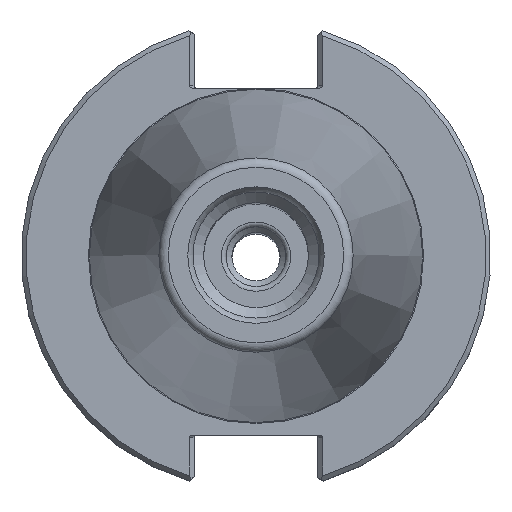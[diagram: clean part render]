
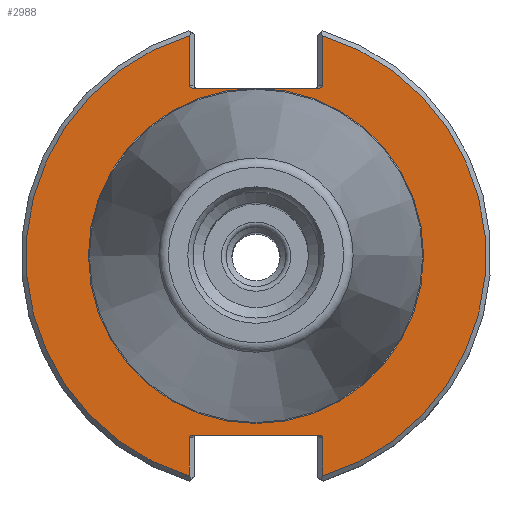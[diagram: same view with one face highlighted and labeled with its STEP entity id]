
A CAD part, top view. The second image highlights one B-rep face of the part: STEP entity #2988.
In plain terms, the highlighted planar face has unit normal (0, 0, 1).
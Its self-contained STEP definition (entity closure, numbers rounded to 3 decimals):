
#37=ELLIPSE('',#3156,0.707,0.5);
#38=ELLIPSE('',#3160,0.707,0.5);
#39=ELLIPSE('',#3161,0.707,0.5);
#40=ELLIPSE('',#3163,0.707,0.5);
#49=LINE('',#4083,#122);
#63=LINE('',#4133,#136);
#64=LINE('',#4137,#137);
#65=LINE('',#4141,#138);
#66=LINE('',#4145,#139);
#67=LINE('',#4148,#140);
#122=VECTOR('',#3445,1000.);
#136=VECTOR('',#3489,1000.);
#137=VECTOR('',#3492,1000.);
#138=VECTOR('',#3495,1000.);
#139=VECTOR('',#3498,1000.);
#140=VECTOR('',#3501,1000.);
#383=ORIENTED_EDGE('',*,*,#904,.F.);
#384=ORIENTED_EDGE('',*,*,#905,.T.);
#385=ORIENTED_EDGE('',*,*,#906,.T.);
#386=ORIENTED_EDGE('',*,*,#907,.F.);
#387=ORIENTED_EDGE('',*,*,#908,.F.);
#388=ORIENTED_EDGE('',*,*,#909,.F.);
#389=ORIENTED_EDGE('',*,*,#910,.T.);
#390=ORIENTED_EDGE('',*,*,#911,.T.);
#391=ORIENTED_EDGE('',*,*,#912,.T.);
#392=ORIENTED_EDGE('',*,*,#913,.F.);
#393=ORIENTED_EDGE('',*,*,#881,.F.);
#394=ORIENTED_EDGE('',*,*,#903,.F.);
#395=ORIENTED_EDGE('',*,*,#914,.T.);
#881=EDGE_CURVE('',#1147,#1148,#49,.T.);
#903=EDGE_CURVE('',#1165,#1147,#37,.T.);
#904=EDGE_CURVE('',#1166,#1166,#1348,.T.);
#905=EDGE_CURVE('',#1167,#1168,#1349,.T.);
#906=EDGE_CURVE('',#1168,#1169,#63,.T.);
#907=EDGE_CURVE('',#1170,#1169,#38,.T.);
#908=EDGE_CURVE('',#1171,#1170,#64,.T.);
#909=EDGE_CURVE('',#1172,#1171,#39,.T.);
#910=EDGE_CURVE('',#1172,#1173,#65,.T.);
#911=EDGE_CURVE('',#1173,#1174,#1350,.T.);
#912=EDGE_CURVE('',#1174,#1175,#66,.T.);
#913=EDGE_CURVE('',#1148,#1175,#40,.T.);
#914=EDGE_CURVE('',#1165,#1167,#67,.T.);
#1147=VERTEX_POINT('',#4082);
#1148=VERTEX_POINT('',#4084);
#1165=VERTEX_POINT('',#4125);
#1166=VERTEX_POINT('',#4129);
#1167=VERTEX_POINT('',#4131);
#1168=VERTEX_POINT('',#4132);
#1169=VERTEX_POINT('',#4134);
#1170=VERTEX_POINT('',#4136);
#1171=VERTEX_POINT('',#4138);
#1172=VERTEX_POINT('',#4140);
#1173=VERTEX_POINT('',#4142);
#1174=VERTEX_POINT('',#4144);
#1175=VERTEX_POINT('',#4146);
#1348=CIRCLE('',#3158,35.118);
#1349=CIRCLE('',#3159,48.21);
#1350=CIRCLE('',#3162,48.21);
#1482=EDGE_LOOP('',(#383));
#1483=EDGE_LOOP('',(#384,#385,#386,#387,#388,#389,#390,#391,#392,#393,#394,
#395));
#1707=FACE_BOUND('',#1482,.T.);
#1708=FACE_BOUND('',#1483,.T.);
#1921=PLANE('',#3157);
#2988=ADVANCED_FACE('',(#1707,#1708),#1921,.T.);
#3156=AXIS2_PLACEMENT_3D('',#4126,#3481,#3482);
#3157=AXIS2_PLACEMENT_3D('',#4127,#3483,#3484);
#3158=AXIS2_PLACEMENT_3D('',#4128,#3485,#3486);
#3159=AXIS2_PLACEMENT_3D('',#4130,#3487,#3488);
#3160=AXIS2_PLACEMENT_3D('',#4135,#3490,#3491);
#3161=AXIS2_PLACEMENT_3D('',#4139,#3493,#3494);
#3162=AXIS2_PLACEMENT_3D('',#4143,#3496,#3497);
#3163=AXIS2_PLACEMENT_3D('',#4147,#3499,#3500);
#3445=DIRECTION('',(1.,0.,0.));
#3481=DIRECTION('',(0.,0.,1.));
#3482=DIRECTION('',(-1.,0.,0.));
#3483=DIRECTION('',(0.,0.,1.));
#3484=DIRECTION('',(1.,0.,0.));
#3485=DIRECTION('',(0.,0.,1.));
#3486=DIRECTION('',(1.,0.,0.));
#3487=DIRECTION('',(0.,0.,1.));
#3488=DIRECTION('',(1.,0.,0.));
#3489=DIRECTION('',(0.,1.,0.));
#3490=DIRECTION('',(0.,0.,1.));
#3491=DIRECTION('',(1.,0.,0.));
#3492=DIRECTION('',(-1.,0.,0.));
#3493=DIRECTION('',(0.,0.,1.));
#3494=DIRECTION('',(1.,0.,0.));
#3495=DIRECTION('',(0.,-1.,0.));
#3496=DIRECTION('',(0.,0.,1.));
#3497=DIRECTION('',(1.,0.,0.));
#3498=DIRECTION('',(0.,-1.,0.));
#3499=DIRECTION('',(0.,0.,1.));
#3500=DIRECTION('',(-1.,0.,0.));
#3501=DIRECTION('',(0.,1.,0.));
#4082=CARTESIAN_POINT('',(-13.248,35.16,-3.17));
#4083=CARTESIAN_POINT('',(-12.955,35.16,-3.17));
#4084=CARTESIAN_POINT('',(13.248,35.16,-3.17));
#4125=CARTESIAN_POINT('',(-13.955,35.66,-3.17));
#4126=CARTESIAN_POINT('',(-13.248,35.66,-3.17));
#4127=CARTESIAN_POINT('',(35.118,0.,-3.17));
#4128=CARTESIAN_POINT('',(0.,0.,-3.17));
#4129=CARTESIAN_POINT('',(35.118,0.,-3.17));
#4130=CARTESIAN_POINT('',(0.,0.,-3.17));
#4131=CARTESIAN_POINT('',(-13.955,46.146,-3.17));
#4132=CARTESIAN_POINT('',(-13.955,-46.146,-3.17));
#4133=CARTESIAN_POINT('',(-13.955,-37.57,-3.17));
#4134=CARTESIAN_POINT('',(-13.955,-38.07,-3.17));
#4135=CARTESIAN_POINT('',(-13.248,-38.07,-3.17));
#4136=CARTESIAN_POINT('',(-13.248,-37.57,-3.17));
#4137=CARTESIAN_POINT('',(12.955,-37.57,-3.17));
#4138=CARTESIAN_POINT('',(13.248,-37.57,-3.17));
#4139=CARTESIAN_POINT('',(13.248,-38.07,-3.17));
#4140=CARTESIAN_POINT('',(13.955,-38.07,-3.17));
#4141=CARTESIAN_POINT('',(13.955,-47.619,-3.17));
#4142=CARTESIAN_POINT('',(13.955,-46.146,-3.17));
#4143=CARTESIAN_POINT('',(0.,0.,-3.17));
#4144=CARTESIAN_POINT('',(13.955,46.146,-3.17));
#4145=CARTESIAN_POINT('',(13.955,35.16,-3.17));
#4146=CARTESIAN_POINT('',(13.955,35.66,-3.17));
#4147=CARTESIAN_POINT('',(13.248,35.66,-3.17));
#4148=CARTESIAN_POINT('',(-13.955,47.619,-3.17));
